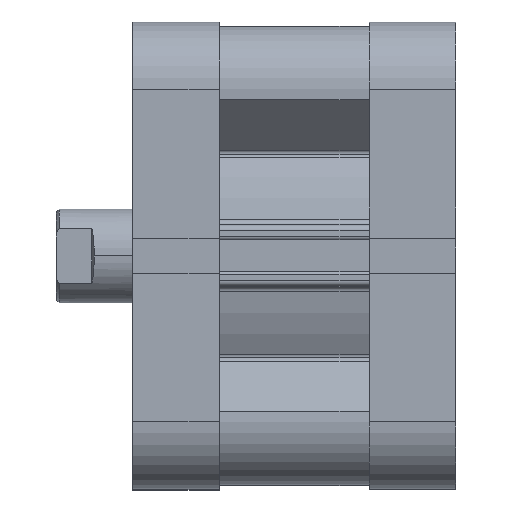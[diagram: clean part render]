
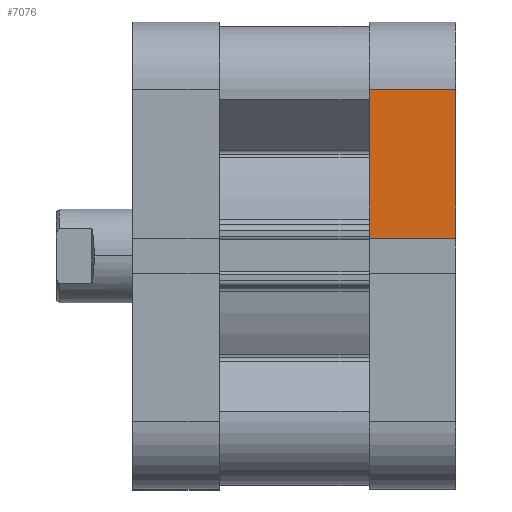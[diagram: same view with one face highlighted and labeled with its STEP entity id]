
A CAD part, top view. The second image highlights one B-rep face of the part: STEP entity #7076.
In plain terms, the highlighted planar face has unit normal (0, 0, 1).
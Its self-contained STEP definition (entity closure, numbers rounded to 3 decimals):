
#123 = EDGE_LOOP ( 'NONE', ( #7799, #7797, #7796, #7795 ) ) ;
#592 = DIRECTION ( 'NONE',  ( 0., 1., 0. ) ) ;
#593 = DIRECTION ( 'NONE',  ( 0., 0., -1. ) ) ;
#600 = CARTESIAN_POINT ( 'NONE',  ( -13.071, 39.75, 39.75 ) ) ;
#604 = PLANE ( 'NONE',  #6850 ) ;
#1402 = CARTESIAN_POINT ( 'NONE',  ( -27.821, 39.75, 39.75 ) ) ;
#1464 = DIRECTION ( 'NONE',  ( -1., 0., 0. ) ) ;
#1468 = CARTESIAN_POINT ( 'NONE',  ( -13.071, -2.97, 39.75 ) ) ;
#1475 = DIRECTION ( 'NONE',  ( 0., -1., 0. ) ) ;
#1482 = DIRECTION ( 'NONE',  ( 1., 0., 0. ) ) ;
#1484 = CARTESIAN_POINT ( 'NONE',  ( -13.071, 39.75, 39.75 ) ) ;
#1513 = CARTESIAN_POINT ( 'NONE',  ( -13.071, -28.25, 39.75 ) ) ;
#1737 = CARTESIAN_POINT ( 'NONE',  ( -13.071, -2.97, 39.75 ) ) ;
#1761 = CARTESIAN_POINT ( 'NONE',  ( -27.821, -28.25, 39.75 ) ) ;
#1763 = CARTESIAN_POINT ( 'NONE',  ( -13.071, -28.25, 39.75 ) ) ;
#1766 = CARTESIAN_POINT ( 'NONE',  ( -27.821, -2.97, 39.75 ) ) ;
#2201 = DIRECTION ( 'NONE',  ( 0., -1., 0. ) ) ;
#2661 = FACE_OUTER_BOUND ( 'NONE', #123, .T. ) ;
#4615 = VERTEX_POINT ( 'NONE', #1766 ) ;
#4617 = VERTEX_POINT ( 'NONE', #1763 ) ;
#4618 = VERTEX_POINT ( 'NONE', #1761 ) ;
#4626 = VERTEX_POINT ( 'NONE', #1737 ) ;
#4761 = LINE ( 'NONE', #1484, #4771 ) ;
#4762 = VECTOR ( 'NONE', #1482, 1000. ) ;
#4769 = LINE ( 'NONE', #1513, #4762 ) ;
#4771 = VECTOR ( 'NONE', #1475, 1000. ) ;
#4773 = LINE ( 'NONE', #1468, #4774 ) ;
#4774 = VECTOR ( 'NONE', #1464, 1000. ) ;
#4787 = VECTOR ( 'NONE', #2201, 1000. ) ;
#4789 = LINE ( 'NONE', #1402, #4787 ) ;
#5883 = EDGE_CURVE ( 'NONE', #4618, #4617, #4769, .T. ) ;
#5884 = EDGE_CURVE ( 'NONE', #4626, #4617, #4761, .T. ) ;
#5885 = EDGE_CURVE ( 'NONE', #4626, #4615, #4773, .T. ) ;
#5895 = EDGE_CURVE ( 'NONE', #4615, #4618, #4789, .T. ) ;
#6850 = AXIS2_PLACEMENT_3D ( 'NONE', #600, #593, #592 ) ;
#7076 = ADVANCED_FACE ( 'NONE', ( #2661 ), #604, .F. ) ;
#7795 = ORIENTED_EDGE ( 'NONE', *, *, #5883, .T. ) ;
#7796 = ORIENTED_EDGE ( 'NONE', *, *, #5895, .T. ) ;
#7797 = ORIENTED_EDGE ( 'NONE', *, *, #5885, .T. ) ;
#7799 = ORIENTED_EDGE ( 'NONE', *, *, #5884, .F. ) ;
